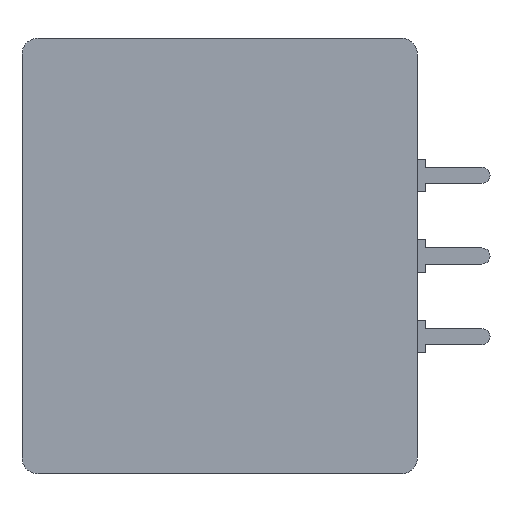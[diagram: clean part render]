
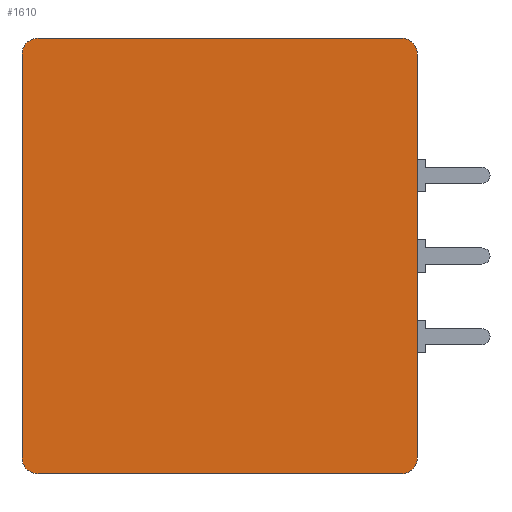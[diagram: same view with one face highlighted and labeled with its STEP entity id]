
A CAD part, front view. The second image highlights one B-rep face of the part: STEP entity #1610.
In plain terms, the highlighted planar face has unit normal (0, -1, 0).
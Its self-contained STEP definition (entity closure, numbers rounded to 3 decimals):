
#103=FACE_OUTER_BOUND('',#189,.T.);
#189=EDGE_LOOP('',(#1256,#1257,#1258,#1259,#1260,#1261,#1262,#1263));
#365=LINE('',#2531,#539);
#366=LINE('',#2535,#540);
#367=LINE('',#2539,#541);
#368=LINE('',#2542,#542);
#539=VECTOR('',#2068,10.);
#540=VECTOR('',#2071,10.);
#541=VECTOR('',#2074,10.);
#542=VECTOR('',#2077,10.);
#591=CIRCLE('',#1729,1.);
#593=CIRCLE('',#1732,1.);
#594=CIRCLE('',#1733,1.);
#595=CIRCLE('',#1734,1.);
#718=VERTEX_POINT('',#2520);
#719=VERTEX_POINT('',#2522);
#722=VERTEX_POINT('',#2530);
#723=VERTEX_POINT('',#2532);
#724=VERTEX_POINT('',#2534);
#725=VERTEX_POINT('',#2536);
#726=VERTEX_POINT('',#2538);
#727=VERTEX_POINT('',#2540);
#912=EDGE_CURVE('',#718,#719,#591,.T.);
#916=EDGE_CURVE('',#718,#722,#365,.T.);
#917=EDGE_CURVE('',#723,#722,#593,.T.);
#918=EDGE_CURVE('',#723,#724,#366,.T.);
#919=EDGE_CURVE('',#725,#724,#594,.T.);
#920=EDGE_CURVE('',#725,#726,#367,.T.);
#921=EDGE_CURVE('',#727,#726,#595,.T.);
#922=EDGE_CURVE('',#727,#719,#368,.T.);
#1256=ORIENTED_EDGE('',*,*,#912,.F.);
#1257=ORIENTED_EDGE('',*,*,#916,.T.);
#1258=ORIENTED_EDGE('',*,*,#917,.F.);
#1259=ORIENTED_EDGE('',*,*,#918,.T.);
#1260=ORIENTED_EDGE('',*,*,#919,.F.);
#1261=ORIENTED_EDGE('',*,*,#920,.T.);
#1262=ORIENTED_EDGE('',*,*,#921,.F.);
#1263=ORIENTED_EDGE('',*,*,#922,.T.);
#1474=PLANE('',#1731);
#1610=ADVANCED_FACE('',(#103),#1474,.F.);
#1729=AXIS2_PLACEMENT_3D('',#2523,#2060,#2061);
#1731=AXIS2_PLACEMENT_3D('',#2529,#2066,#2067);
#1732=AXIS2_PLACEMENT_3D('',#2533,#2069,#2070);
#1733=AXIS2_PLACEMENT_3D('',#2537,#2072,#2073);
#1734=AXIS2_PLACEMENT_3D('',#2541,#2075,#2076);
#2060=DIRECTION('center_axis',(0.,1.,0.));
#2061=DIRECTION('ref_axis',(0.707,0.,-0.707));
#2066=DIRECTION('center_axis',(0.,1.,0.));
#2067=DIRECTION('ref_axis',(0.,0.,1.));
#2068=DIRECTION('',(0.,0.,1.));
#2069=DIRECTION('center_axis',(0.,1.,0.));
#2070=DIRECTION('ref_axis',(0.707,0.,0.707));
#2071=DIRECTION('',(-1.,0.,0.));
#2072=DIRECTION('center_axis',(0.,1.,0.));
#2073=DIRECTION('ref_axis',(-0.707,0.,0.707));
#2074=DIRECTION('',(0.,0.,-1.));
#2075=DIRECTION('center_axis',(0.,1.,0.));
#2076=DIRECTION('ref_axis',(-0.707,0.,-0.707));
#2077=DIRECTION('',(1.,0.,0.));
#2520=CARTESIAN_POINT('',(12.25,0.,-12.5));
#2522=CARTESIAN_POINT('',(11.25,0.,-13.5));
#2523=CARTESIAN_POINT('Origin',(11.25,0.,-12.5));
#2529=CARTESIAN_POINT('Origin',(0.,0.,0.));
#2530=CARTESIAN_POINT('',(12.25,0.,12.5));
#2531=CARTESIAN_POINT('',(12.25,0.,-13.5));
#2532=CARTESIAN_POINT('',(11.25,0.,13.5));
#2533=CARTESIAN_POINT('Origin',(11.25,0.,12.5));
#2534=CARTESIAN_POINT('',(-11.25,0.,13.5));
#2535=CARTESIAN_POINT('',(12.25,0.,13.5));
#2536=CARTESIAN_POINT('',(-12.25,0.,12.5));
#2537=CARTESIAN_POINT('Origin',(-11.25,0.,12.5));
#2538=CARTESIAN_POINT('',(-12.25,0.,-12.5));
#2539=CARTESIAN_POINT('',(-12.25,0.,13.5));
#2540=CARTESIAN_POINT('',(-11.25,0.,-13.5));
#2541=CARTESIAN_POINT('Origin',(-11.25,0.,-12.5));
#2542=CARTESIAN_POINT('',(-12.25,0.,-13.5));
